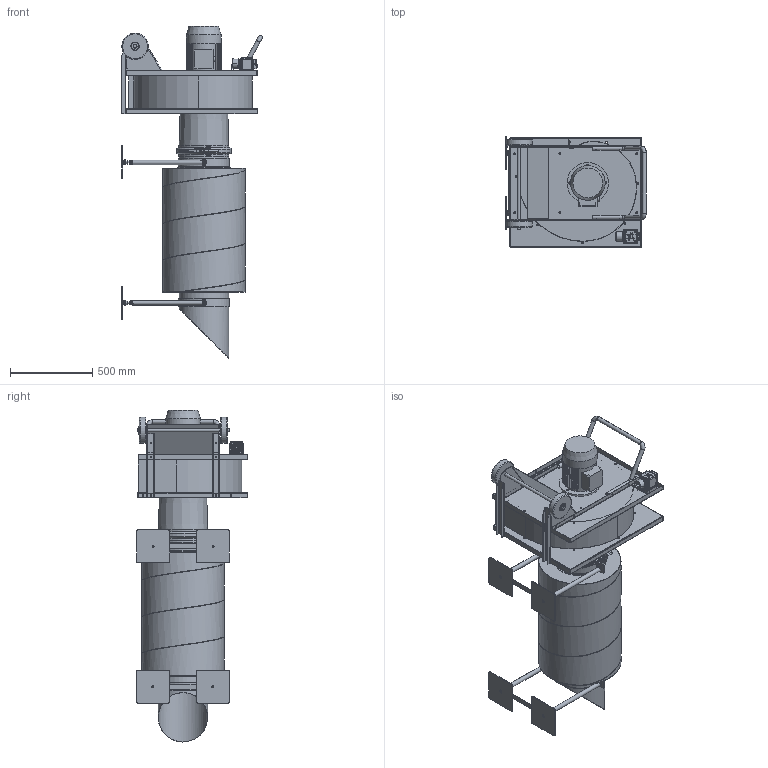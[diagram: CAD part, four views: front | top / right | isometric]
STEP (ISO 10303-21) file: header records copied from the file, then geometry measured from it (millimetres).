
FILE_DESCRIPTION(/* description */ (''),/* implementation_level */ '2;1');
FILE_NAME(/* name */ '4009003016588 Ventilator mit Schalldämpfer 4,0kW.stp',/* time_stamp */ '2015-05-29T08:51:20+02:00',/* author */ ('dpurucker'),/* organization */ (''),/* preprocessor_version */ 'ST-DEVELOPER v15.6',/* originating_system */ 'Autodesk Inventor 2015',/* authorisation */ '');
FILE_SCHEMA (('AUTOMOTIVE_DESIGN { 1 0 10303 214 3 1 1 }'));
Products named in the file (57): Gehäuseblech; Gehäuseblech Motorseite; Gehäuseblech Saugseite; Artikel-Nr._ 43003200; Laufrad RS-E 400x106; Einströmdüse ES280; Radhalter; Ansaugflansch; Welle; Rad FTA Ø160; Griff; Versteifungsblech; U-Schiene 4kW; U-Schiene 4kW_MIR; Zusammenbau 4KW mit neuem Radhalter; Schalldämfer Aussenrohr; Schalldämpfer Innenrohr; Scheibe Schalldämpfer; Scheibe Schalldämpfer_MIR; Übergang gerade Schalldämpfer; Schalldämpfer Ø300, L=750; Übergang Ventilator Schalldämpfer; Ausblasübergang mit Vogelschutzgitter; Vogelschutzgitter; Ansaugübergang mit Vogelschutzgitter; 4002024015682-Rohrschellenhälfte Ø300; 4002024015682-Böckchen; 4002024015682-Verschluss-Hebelgriff; 4002024015682-Schraube; 4002024015682-Vorlegeplatte; 4002024015682-Scharnierblech; 4002024015682; Auflageschelle; DIN EN 10210-2 - 26,9 x 2,3 - 435,5; Rohr Fuss; DIN 6923 - M12 x 1,75; Gewindestange; Fußplatte; Stützfuß; Rohr Fuss_MIR2 ...
Bounding box: 852.57 x 674.19 x 2016.08 mm (x, y, z)
Volume: 35902717.4 mm3; surface area: 13301001 mm2
Topology: 78 solids, 1550 shells, 3072 faces, 11409 edges, 9971 vertices
Faces by surface type: plane 1471, cylinder 941, cone 329, bspline 169, torus 126, sphere 36
Full cylindrical faces by diameter (mm): 5 x7, 5.5 x2, 5.699 x2, 7 x12, 8 x2, 9 x46, 10 x1, 10.106 x20, 10.5 x4, 11 x20, 11.053 x4, 12 x14, 12.5 x20, 13 x4, 14 x8, 17.2 x4, 20 x8, 21 x2, 22.3 x4, 25 x5, 26.9 x4, 28 x2, 29 x1, 35 x1, 50 x4, 60 x1, 160 x2, 180 x2, 182 x1, 210 x1
Entity records: 128796 total; most frequent: CARTESIAN_POINT 45555, DIRECTION 16186, ORIENTED_EDGE 11790, EDGE_CURVE 9466, VERTEX_POINT 8756, AXIS2_PLACEMENT_3D 5409, LINE 5368, VECTOR 5368
